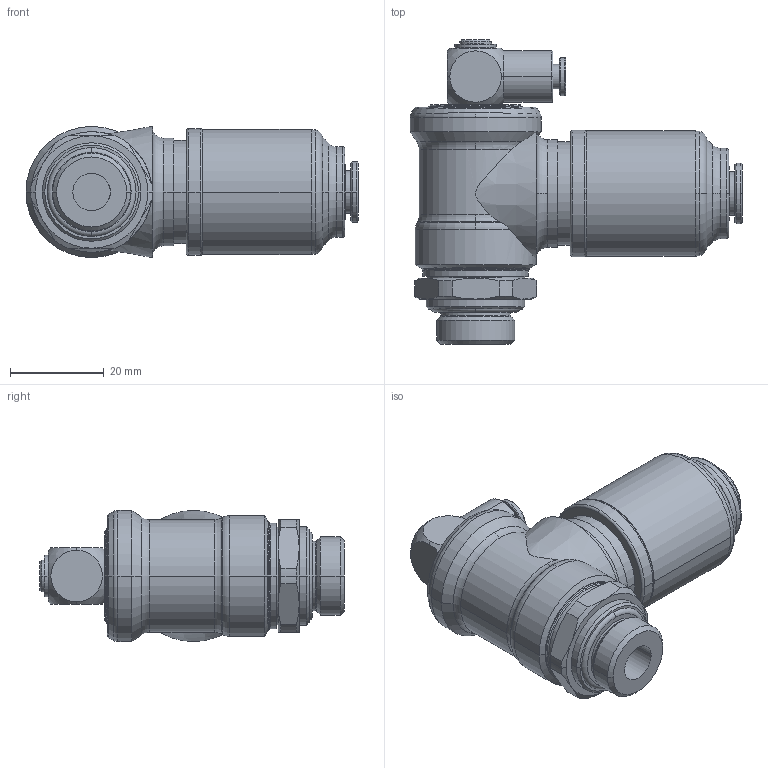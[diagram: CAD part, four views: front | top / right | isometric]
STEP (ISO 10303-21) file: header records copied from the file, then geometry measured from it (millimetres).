
FILE_DESCRIPTION(('STEP AP214'),'1');
FILE_NAME('7883_08_17.stp','2016-07-07T14:31:31',('TraceParts'),('TraceParts S.A.'),'Spatial InterOp 3D',' ',' ');
FILE_SCHEMA(('automotive_design'));
Length unit declared in the file: millimetre
Products named in the file (1): 1
Bounding box: 70.85 x 64.95 x 28 mm (x, y, z)
Volume: 42315 mm3; surface area: 13165.7 mm2
Topology: 1 solids, 1 shells, 187 faces, 468 edges, 304 vertices
Faces by surface type: cylinder 58, cone 50, torus 43, plane 34, sphere 2
Entity records: 6135 total; most frequent: CARTESIAN_POINT 1436, DIRECTION 1120, ORIENTED_EDGE 936, AXIS2_PLACEMENT_3D 510, EDGE_CURVE 468, CIRCLE 318, VERTEX_POINT 304, EDGE_LOOP 212
